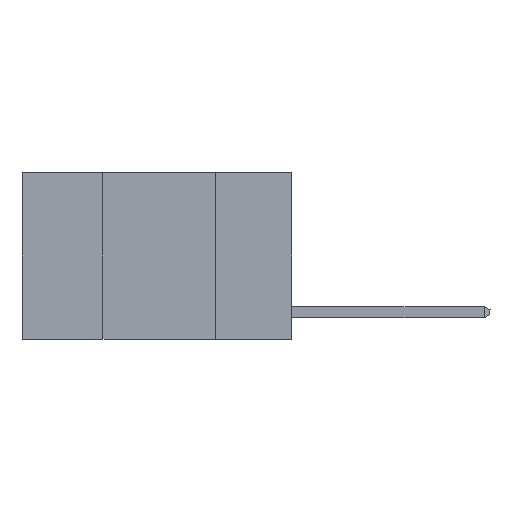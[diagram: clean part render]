
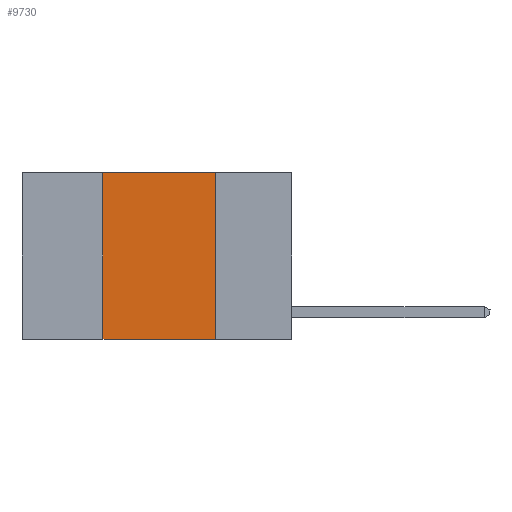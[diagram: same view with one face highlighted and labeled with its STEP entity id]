
A CAD part, left-side view. The second image highlights one B-rep face of the part: STEP entity #9730.
In plain terms, the highlighted planar face has unit normal (-1, 0, 0).
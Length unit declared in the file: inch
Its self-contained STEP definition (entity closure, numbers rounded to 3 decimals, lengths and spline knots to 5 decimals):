
#40 = PLANE ( 'NONE',  #2067 ) ;
#1022 = VECTOR ( 'NONE', #3998, 39.37008 ) ;
#1066 = EDGE_CURVE ( 'NONE', #11067, #13368, #3874, .T. ) ;
#2067 = AXIS2_PLACEMENT_3D ( 'NONE', #9705, #3311, #10748 ) ;
#2126 = CARTESIAN_POINT ( 'NONE',  ( 0., 0.42, 0. ) ) ;
#2219 = EDGE_LOOP ( 'NONE', ( #9391, #12177, #4364, #7227 ) ) ;
#2362 = CARTESIAN_POINT ( 'NONE',  ( 0., 0.6, 0. ) ) ;
#3311 = DIRECTION ( 'NONE',  ( 1., 0., 0. ) ) ;
#3874 = LINE ( 'NONE', #6308, #1022 ) ;
#3998 = DIRECTION ( 'NONE',  ( 0., 0., -1. ) ) ;
#4364 = ORIENTED_EDGE ( 'NONE', *, *, #13438, .F. ) ;
#5163 = LINE ( 'NONE', #2362, #11122 ) ;
#5711 = CARTESIAN_POINT ( 'NONE',  ( 0., 0.6, -0.37 ) ) ;
#5993 = LINE ( 'NONE', #7052, #11609 ) ;
#6308 = CARTESIAN_POINT ( 'NONE',  ( 0., 0.17, 0. ) ) ;
#6617 = VERTEX_POINT ( 'NONE', #2126 ) ;
#6742 = EDGE_CURVE ( 'NONE', #6617, #11067, #5163, .T. ) ;
#6961 = CARTESIAN_POINT ( 'NONE',  ( 0., 0.17, -0.37 ) ) ;
#7038 = VECTOR ( 'NONE', #8921, 39.37008 ) ;
#7052 = CARTESIAN_POINT ( 'NONE',  ( 0., 0.42, 0. ) ) ;
#7227 = ORIENTED_EDGE ( 'NONE', *, *, #12036, .T. ) ;
#7360 = LINE ( 'NONE', #5711, #7038 ) ;
#8359 = CARTESIAN_POINT ( 'NONE',  ( 0., 0.42, -0.37 ) ) ;
#8742 = DIRECTION ( 'NONE',  ( 0., -1., 0. ) ) ;
#8921 = DIRECTION ( 'NONE',  ( 0., -1., 0. ) ) ;
#9218 = CARTESIAN_POINT ( 'NONE',  ( 0., 0.17, 0. ) ) ;
#9391 = ORIENTED_EDGE ( 'NONE', *, *, #1066, .F. ) ;
#9543 = VERTEX_POINT ( 'NONE', #8359 ) ;
#9705 = CARTESIAN_POINT ( 'NONE',  ( 0., 0.6, 0. ) ) ;
#9730 = ADVANCED_FACE ( 'NONE', ( #10388 ), #40, .F. ) ;
#10238 = DIRECTION ( 'NONE',  ( 0., 0., 1. ) ) ;
#10388 = FACE_OUTER_BOUND ( 'NONE', #2219, .T. ) ;
#10748 = DIRECTION ( 'NONE',  ( 0., 0., -1. ) ) ;
#11067 = VERTEX_POINT ( 'NONE', #9218 ) ;
#11122 = VECTOR ( 'NONE', #8742, 39.37008 ) ;
#11609 = VECTOR ( 'NONE', #10238, 39.37008 ) ;
#12036 = EDGE_CURVE ( 'NONE', #9543, #13368, #7360, .T. ) ;
#12177 = ORIENTED_EDGE ( 'NONE', *, *, #6742, .F. ) ;
#13368 = VERTEX_POINT ( 'NONE', #6961 ) ;
#13438 = EDGE_CURVE ( 'NONE', #9543, #6617, #5993, .T. ) ;
